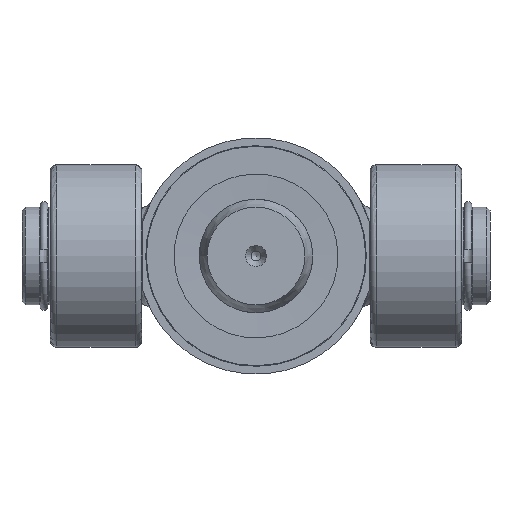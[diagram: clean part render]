
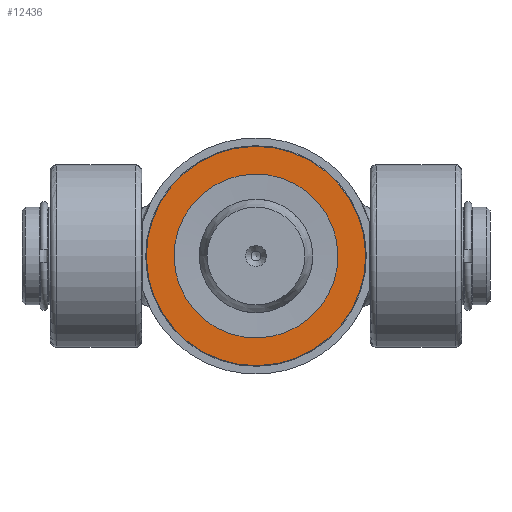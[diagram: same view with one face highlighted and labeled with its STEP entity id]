
A CAD part, front view. The second image highlights one B-rep face of the part: STEP entity #12436.
In plain terms, the highlighted face is planar.
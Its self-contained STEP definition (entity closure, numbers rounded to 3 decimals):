
#2753=PLANE('',#13381);
#3053=FACE_BOUND('',#4287,.T.);
#3510=FACE_OUTER_BOUND('',#4286,.T.);
#4286=EDGE_LOOP('',(#10330));
#4287=EDGE_LOOP('',(#10331));
#4830=CIRCLE('',#13380,34.8);
#4831=CIRCLE('',#13382,26.);
#5719=VERTEX_POINT('',#23399);
#5720=VERTEX_POINT('',#23402);
#7347=EDGE_CURVE('',#5719,#5719,#4830,.T.);
#7348=EDGE_CURVE('',#5720,#5720,#4831,.T.);
#10330=ORIENTED_EDGE('',*,*,#7347,.F.);
#10331=ORIENTED_EDGE('',*,*,#7348,.T.);
#12436=ADVANCED_FACE('',(#3510,#3053),#2753,.F.);
#13380=AXIS2_PLACEMENT_3D('',#23400,#15303,#15304);
#13381=AXIS2_PLACEMENT_3D('',#23401,#15305,#15306);
#13382=AXIS2_PLACEMENT_3D('',#23403,#15307,#15308);
#15303=DIRECTION('center_axis',(0.,0.,1.));
#15304=DIRECTION('ref_axis',(-1.,0.,0.));
#15305=DIRECTION('center_axis',(0.,0.,1.));
#15306=DIRECTION('ref_axis',(1.,0.,0.));
#15307=DIRECTION('center_axis',(0.,0.,1.));
#15308=DIRECTION('ref_axis',(0.,-1.,0.));
#23399=CARTESIAN_POINT('',(34.8,0.,0.));
#23400=CARTESIAN_POINT('Origin',(0.,0.,0.));
#23401=CARTESIAN_POINT('Origin',(0.,0.,
0.));
#23402=CARTESIAN_POINT('',(0.,-26.,0.));
#23403=CARTESIAN_POINT('Origin',(0.,0.,0.));
